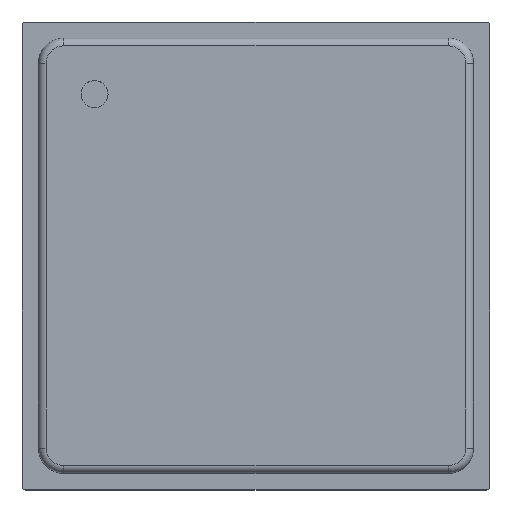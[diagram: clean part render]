
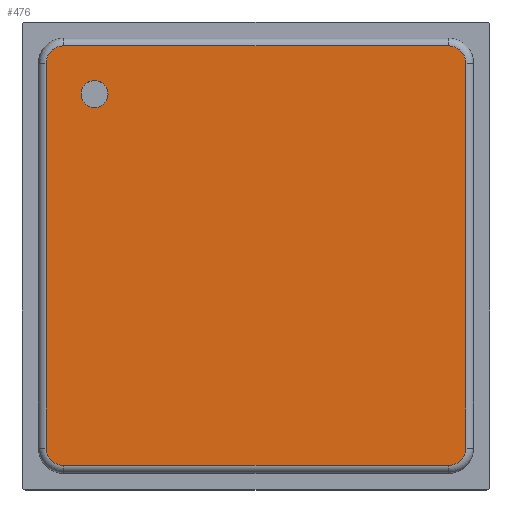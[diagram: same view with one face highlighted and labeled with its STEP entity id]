
A CAD part, top view. The second image highlights one B-rep face of the part: STEP entity #476.
In plain terms, the highlighted planar face has unit normal (0, 0, 1).
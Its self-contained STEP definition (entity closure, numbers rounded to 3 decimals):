
#14=FACE_BOUND('',#86,.T.);
#29=PLANE('',#547);
#56=FACE_OUTER_BOUND('',#85,.T.);
#85=EDGE_LOOP('',(#393,#394,#395,#396,#397,#398,#399,#400));
#86=EDGE_LOOP('',(#401));
#111=LINE('',#781,#148);
#113=LINE('',#793,#150);
#115=LINE('',#805,#152);
#116=LINE('',#813,#153);
#148=VECTOR('',#627,10.);
#150=VECTOR('',#641,10.);
#152=VECTOR('',#655,10.);
#153=VECTOR('',#666,10.);
#177=CIRCLE('',#514,0.35);
#180=CIRCLE('',#519,0.45);
#186=CIRCLE('',#527,0.45);
#190=CIRCLE('',#533,0.45);
#194=CIRCLE('',#539,0.45);
#215=VERTEX_POINT('',#761);
#218=VERTEX_POINT('',#769);
#219=VERTEX_POINT('',#771);
#221=VERTEX_POINT('',#777);
#223=VERTEX_POINT('',#783);
#225=VERTEX_POINT('',#789);
#227=VERTEX_POINT('',#795);
#229=VERTEX_POINT('',#801);
#231=VERTEX_POINT('',#807);
#263=EDGE_CURVE('',#215,#215,#177,.T.);
#267=EDGE_CURVE('',#218,#219,#180,.T.);
#272=EDGE_CURVE('',#219,#221,#111,.T.);
#275=EDGE_CURVE('',#221,#223,#186,.T.);
#278=EDGE_CURVE('',#223,#225,#113,.T.);
#281=EDGE_CURVE('',#225,#227,#190,.T.);
#284=EDGE_CURVE('',#227,#229,#115,.T.);
#287=EDGE_CURVE('',#229,#231,#194,.T.);
#288=EDGE_CURVE('',#231,#218,#116,.T.);
#393=ORIENTED_EDGE('',*,*,#267,.F.);
#394=ORIENTED_EDGE('',*,*,#288,.F.);
#395=ORIENTED_EDGE('',*,*,#287,.F.);
#396=ORIENTED_EDGE('',*,*,#284,.F.);
#397=ORIENTED_EDGE('',*,*,#281,.F.);
#398=ORIENTED_EDGE('',*,*,#278,.F.);
#399=ORIENTED_EDGE('',*,*,#275,.F.);
#400=ORIENTED_EDGE('',*,*,#272,.F.);
#401=ORIENTED_EDGE('',*,*,#263,.T.);
#476=ADVANCED_FACE('',(#56,#14),#29,.T.);
#514=AXIS2_PLACEMENT_3D('',#762,#605,#606);
#519=AXIS2_PLACEMENT_3D('',#772,#616,#617);
#527=AXIS2_PLACEMENT_3D('',#787,#634,#635);
#533=AXIS2_PLACEMENT_3D('',#799,#648,#649);
#539=AXIS2_PLACEMENT_3D('',#811,#662,#663);
#547=AXIS2_PLACEMENT_3D('',#833,#687,#688);
#605=DIRECTION('center_axis',(0.,0.,-1.));
#606=DIRECTION('ref_axis',(-1.,0.,0.));
#616=DIRECTION('center_axis',(0.,0.,-1.));
#617=DIRECTION('ref_axis',(-0.707,0.707,0.));
#627=DIRECTION('',(1.,0.,0.));
#634=DIRECTION('center_axis',(0.,0.,-1.));
#635=DIRECTION('ref_axis',(0.707,0.707,0.));
#641=DIRECTION('',(0.,-1.,0.));
#648=DIRECTION('center_axis',(0.,0.,-1.));
#649=DIRECTION('ref_axis',(0.707,-0.707,0.));
#655=DIRECTION('',(-1.,0.,0.));
#662=DIRECTION('center_axis',(0.,0.,-1.));
#663=DIRECTION('ref_axis',(-0.707,-0.707,0.));
#666=DIRECTION('',(0.,1.,0.));
#687=DIRECTION('center_axis',(0.,0.,1.));
#688=DIRECTION('ref_axis',(1.,0.,0.));
#761=CARTESIAN_POINT('',(-3.825,4.175,5.1));
#762=CARTESIAN_POINT('Origin',(-4.175,4.175,5.1));
#769=CARTESIAN_POINT('',(-5.425,4.975,5.1));
#771=CARTESIAN_POINT('',(-4.975,5.425,5.1));
#772=CARTESIAN_POINT('Origin',(-4.975,4.975,5.1));
#777=CARTESIAN_POINT('',(4.975,5.425,5.1));
#781=CARTESIAN_POINT('',(2.813,5.425,5.1));
#783=CARTESIAN_POINT('',(5.425,4.975,5.1));
#787=CARTESIAN_POINT('Origin',(4.975,4.975,5.1));
#789=CARTESIAN_POINT('',(5.425,-4.975,5.1));
#793=CARTESIAN_POINT('',(5.425,-2.813,5.1));
#795=CARTESIAN_POINT('',(4.975,-5.425,5.1));
#799=CARTESIAN_POINT('Origin',(4.975,-4.975,5.1));
#801=CARTESIAN_POINT('',(-4.975,-5.425,5.1));
#805=CARTESIAN_POINT('',(-2.813,-5.425,5.1));
#807=CARTESIAN_POINT('',(-5.425,-4.975,5.1));
#811=CARTESIAN_POINT('Origin',(-4.975,-4.975,5.1));
#813=CARTESIAN_POINT('',(-5.425,2.813,5.1));
#833=CARTESIAN_POINT('Origin',(0.,0.,5.1));
